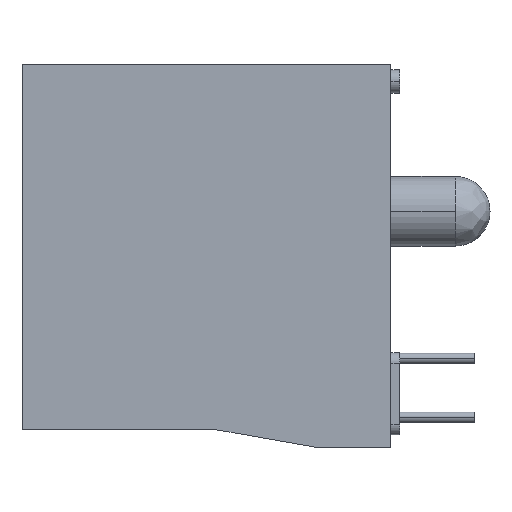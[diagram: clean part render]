
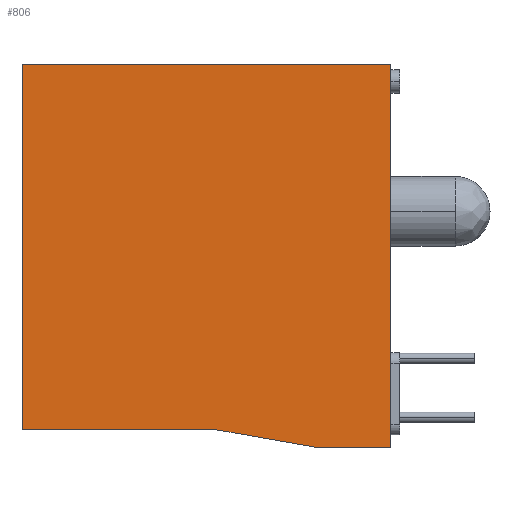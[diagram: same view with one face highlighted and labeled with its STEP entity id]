
A CAD part, left-side view. The second image highlights one B-rep face of the part: STEP entity #806.
In plain terms, the highlighted planar face has unit normal (-1, 0, 0).
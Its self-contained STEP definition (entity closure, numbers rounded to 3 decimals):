
#23 = VERTEX_POINT ( 'NONE', #1450 ) ;
#86 = VERTEX_POINT ( 'NONE', #1088 ) ;
#102 = EDGE_CURVE ( 'NONE', #86, #1826, #908, .T. ) ;
#251 = LINE ( 'NONE', #616, #3657 ) ;
#389 = ORIENTED_EDGE ( 'NONE', *, *, #1072, .T. ) ;
#537 = ORIENTED_EDGE ( 'NONE', *, *, #1256, .T. ) ;
#616 = CARTESIAN_POINT ( 'NONE',  ( -7.63, 16.512, -12.651 ) ) ;
#676 = ORIENTED_EDGE ( 'NONE', *, *, #102, .T. ) ;
#806 = ADVANCED_FACE ( 'NONE', ( #931 ), #3490, .F. ) ;
#908 = LINE ( 'NONE', #1369, #2370 ) ;
#931 = FACE_OUTER_BOUND ( 'NONE', #1357, .T. ) ;
#998 = DIRECTION ( 'NONE',  ( 0., 0., -1. ) ) ;
#1068 = LINE ( 'NONE', #4450, #3455 ) ;
#1072 = EDGE_CURVE ( 'NONE', #1826, #23, #3464, .T. ) ;
#1088 = CARTESIAN_POINT ( 'NONE',  ( -7.63, 16.56, -16. ) ) ;
#1102 = DIRECTION ( 'NONE',  ( 0., 0., -1. ) ) ;
#1202 = DIRECTION ( 'NONE',  ( 0., 0., 1. ) ) ;
#1256 = EDGE_CURVE ( 'NONE', #23, #4692, #1068, .T. ) ;
#1342 = CARTESIAN_POINT ( 'NONE',  ( -7.63, 16.5, -20.283 ) ) ;
#1357 = EDGE_LOOP ( 'NONE', ( #3533, #3614, #676, #389, #537, #1708 ) ) ;
#1369 = CARTESIAN_POINT ( 'NONE',  ( -7.63, -0.46, -16. ) ) ;
#1412 = CARTESIAN_POINT ( 'NONE',  ( -7.63, 16.56, -12.923 ) ) ;
#1450 = CARTESIAN_POINT ( 'NONE',  ( -7.63, 0., -0.09 ) ) ;
#1672 = DIRECTION ( 'NONE',  ( 0., -1., 0. ) ) ;
#1708 = ORIENTED_EDGE ( 'NONE', *, *, #2643, .T. ) ;
#1826 = VERTEX_POINT ( 'NONE', #2102 ) ;
#1870 = LINE ( 'NONE', #3374, #3841 ) ;
#1968 = CARTESIAN_POINT ( 'NONE',  ( -7.63, 0., -20.283 ) ) ;
#2102 = CARTESIAN_POINT ( 'NONE',  ( -7.63, 0., -16. ) ) ;
#2370 = VECTOR ( 'NONE', #1672, 1000. ) ;
#2528 = LINE ( 'NONE', #4784, #4560 ) ;
#2599 = VECTOR ( 'NONE', #3439, 1000. ) ;
#2643 = EDGE_CURVE ( 'NONE', #4692, #4625, #2528, .T. ) ;
#2785 = DIRECTION ( 'NONE',  ( 0., 0.174, -0.985 ) ) ;
#2964 = CARTESIAN_POINT ( 'NONE',  ( -7.63, 15.78, -8.499 ) ) ;
#2976 = AXIS2_PLACEMENT_3D ( 'NONE', #1342, #4279, #998 ) ;
#3045 = DIRECTION ( 'NONE',  ( 0., 1., 0. ) ) ;
#3374 = CARTESIAN_POINT ( 'NONE',  ( -7.63, 16.56, -16. ) ) ;
#3439 = DIRECTION ( 'NONE',  ( 0., 0., 1. ) ) ;
#3455 = VECTOR ( 'NONE', #3045, 1000. ) ;
#3464 = LINE ( 'NONE', #1968, #2599 ) ;
#3490 = PLANE ( 'NONE',  #2976 ) ;
#3533 = ORIENTED_EDGE ( 'NONE', *, *, #4256, .T. ) ;
#3614 = ORIENTED_EDGE ( 'NONE', *, *, #3707, .F. ) ;
#3657 = VECTOR ( 'NONE', #2785, 1000. ) ;
#3707 = EDGE_CURVE ( 'NONE', #86, #4050, #1870, .T. ) ;
#3839 = CARTESIAN_POINT ( 'NONE',  ( -7.63, 15.78, -0.09 ) ) ;
#3841 = VECTOR ( 'NONE', #1202, 1000. ) ;
#4050 = VERTEX_POINT ( 'NONE', #1412 ) ;
#4256 = EDGE_CURVE ( 'NONE', #4625, #4050, #251, .T. ) ;
#4279 = DIRECTION ( 'NONE',  ( 1., 0., 0. ) ) ;
#4450 = CARTESIAN_POINT ( 'NONE',  ( -7.63, 16.5, -0.09 ) ) ;
#4560 = VECTOR ( 'NONE', #1102, 1000. ) ;
#4625 = VERTEX_POINT ( 'NONE', #2964 ) ;
#4692 = VERTEX_POINT ( 'NONE', #3839 ) ;
#4784 = CARTESIAN_POINT ( 'NONE',  ( -7.63, 15.78, 0. ) ) ;
